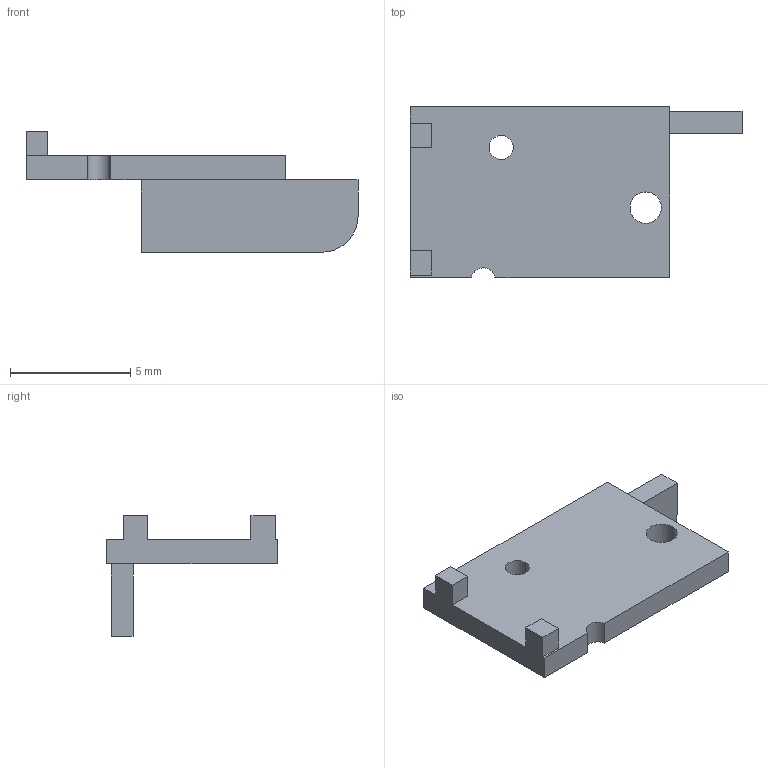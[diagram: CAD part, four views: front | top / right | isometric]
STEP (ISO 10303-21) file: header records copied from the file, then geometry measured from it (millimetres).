
FILE_DESCRIPTION (( 'STEP AP214' ), '1' );
FILE_NAME ('Modified_Filter_Cover.STEP', '2023-08-11T07:18:26', ( '' ), ( '' ), 'SwSTEP 2.0', 'SolidWorks 2021', '' );
FILE_SCHEMA (( 'AUTOMOTIVE_DESIGN' ));
Length unit declared in the file: millimetre
Products named in the file (1): Modified_Filter_Cover
Bounding box: 13.79 x 7.1 x 5 mm (x, y, z)
Volume: 99.8 mm3; surface area: 262.6 mm2
Topology: 1 solids, 1 shells, 27 faces, 73 edges, 48 vertices
Faces by surface type: plane 21, cylinder 6
Entity records: 885 total; most frequent: CARTESIAN_POINT 149, ORIENTED_EDGE 146, DIRECTION 141, EDGE_CURVE 73, VECTOR 61, LINE 61, VERTEX_POINT 48, AXIS2_PLACEMENT_3D 40
